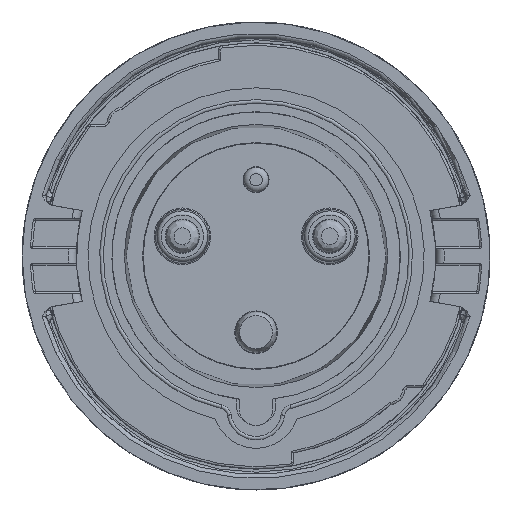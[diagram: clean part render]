
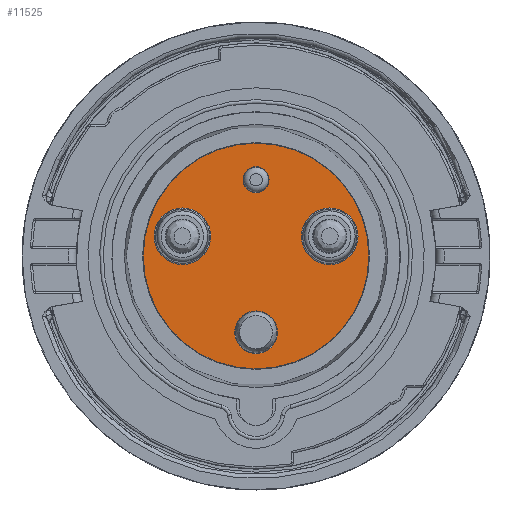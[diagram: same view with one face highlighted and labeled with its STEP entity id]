
A CAD part, front view. The second image highlights one B-rep face of the part: STEP entity #11525.
In plain terms, the highlighted planar face has unit normal (0, -1, 0).
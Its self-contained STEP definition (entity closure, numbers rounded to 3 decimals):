
#9133=FACE_BOUND('',#17381,.T.);
#9134=FACE_BOUND('',#17382,.T.);
#9135=FACE_BOUND('',#17383,.T.);
#9136=FACE_BOUND('',#17384,.T.);
#9137=FACE_BOUND('',#17385,.T.);
#11525=ADVANCED_FACE('',(#9133,#9134,#9135,#9136,#9137),#12555,.T.);
#12555=PLANE('',#45422);
#17381=EDGE_LOOP('',(#29343));
#17382=EDGE_LOOP('',(#29344));
#17383=EDGE_LOOP('',(#29345));
#17384=EDGE_LOOP('',(#29346));
#17385=EDGE_LOOP('',(#29347));
#29343=ORIENTED_EDGE('',*,*,#39729,.T.);
#29344=ORIENTED_EDGE('',*,*,#39727,.F.);
#29345=ORIENTED_EDGE('',*,*,#39731,.F.);
#29346=ORIENTED_EDGE('',*,*,#39773,.T.);
#29347=ORIENTED_EDGE('',*,*,#39775,.T.);
#33674=VERTEX_POINT('',#108023);
#33676=VERTEX_POINT('',#108029);
#33678=VERTEX_POINT('',#108034);
#33708=VERTEX_POINT('',#108126);
#33710=VERTEX_POINT('',#108131);
#39727=EDGE_CURVE('',#33674,#33674,#41617,.T.);
#39729=EDGE_CURVE('',#33676,#33676,#41619,.T.);
#39731=EDGE_CURVE('',#33678,#33678,#41621,.T.);
#39773=EDGE_CURVE('',#33708,#33708,#41657,.T.);
#39775=EDGE_CURVE('',#33710,#33710,#41659,.T.);
#41617=CIRCLE('',#45354,3.1);
#41619=CIRCLE('',#45358,27.);
#41621=CIRCLE('',#45361,5.1);
#41657=CIRCLE('',#45417,6.776);
#41659=CIRCLE('',#45420,6.776);
#45354=AXIS2_PLACEMENT_3D('',#108022,#54928,#54929);
#45358=AXIS2_PLACEMENT_3D('',#108028,#54936,#54937);
#45361=AXIS2_PLACEMENT_3D('',#108033,#54942,#54943);
#45417=AXIS2_PLACEMENT_3D('',#108125,#55060,#55061);
#45420=AXIS2_PLACEMENT_3D('',#108130,#55066,#55067);
#45422=AXIS2_PLACEMENT_3D('',#108133,#55070,#55071);
#54928=DIRECTION('',(0.,-1.,0.));
#54929=DIRECTION('',(1.,0.,0.));
#54936=DIRECTION('',(0.,-1.,0.));
#54937=DIRECTION('',(0.,0.,1.));
#54942=DIRECTION('',(0.,-1.,0.));
#54943=DIRECTION('',(0.,0.,1.));
#55060=DIRECTION('',(0.,1.,0.));
#55061=DIRECTION('',(1.,0.,0.));
#55066=DIRECTION('',(0.,1.,0.));
#55067=DIRECTION('',(1.,0.,0.));
#55070=DIRECTION('',(0.,-1.,0.));
#55071=DIRECTION('',(-1.,0.,0.));
#108022=CARTESIAN_POINT('',(0.,-141.3,18.25));
#108023=CARTESIAN_POINT('',(3.1,-141.3,18.25));
#108028=CARTESIAN_POINT('',(0.,-141.3,0.));
#108029=CARTESIAN_POINT('',(0.,-141.3,27.));
#108033=CARTESIAN_POINT('',(0.,-141.3,-18.25));
#108034=CARTESIAN_POINT('',(0.,-141.3,-13.15));
#108125=CARTESIAN_POINT('',(-17.628,-141.3,4.723));
#108126=CARTESIAN_POINT('',(-10.852,-141.3,4.723));
#108130=CARTESIAN_POINT('',(17.628,-141.3,4.723));
#108131=CARTESIAN_POINT('',(24.404,-141.3,4.723));
#108133=CARTESIAN_POINT('',(-48.012,-141.3,-48.012));
